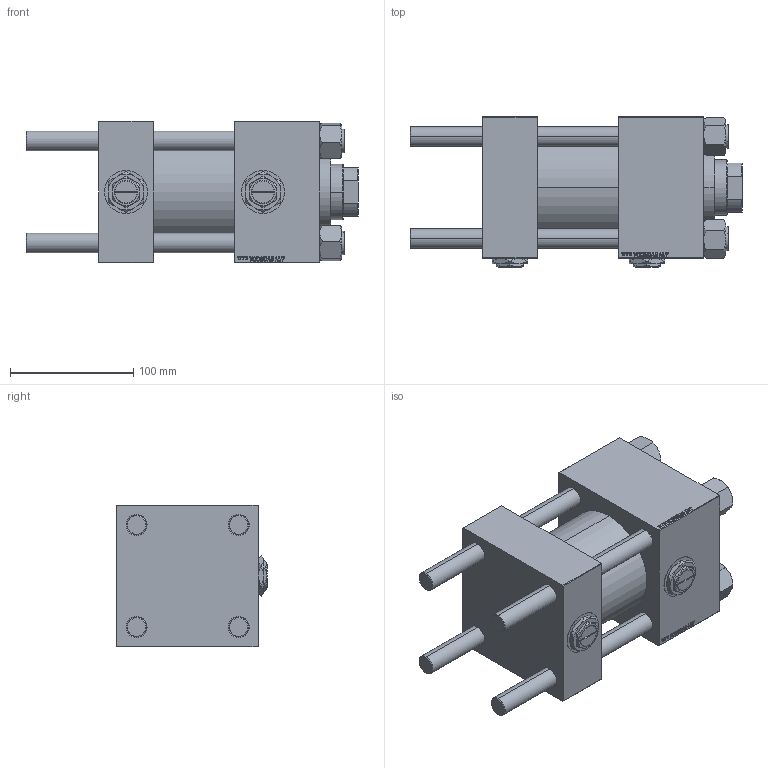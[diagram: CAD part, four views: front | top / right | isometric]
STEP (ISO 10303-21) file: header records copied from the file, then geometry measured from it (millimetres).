
FILE_DESCRIPTION (( 'STEP AP203' ), '1' );
FILE_NAME ('78fc.STEP', '2022-09-14T01:55:51', ( '' ), ( '' ), 'SwSTEP 2.0', 'SolidWorks 2019', '' );
FILE_SCHEMA (( 'CONFIG_CONTROL_DESIGN' ));
Length unit declared in the file: millimetre
Products named in the file (7): Zatka_pro_OIL_PORT bd33bd4dede2172b1e4c0edbe40fb922; 78fc; NUT_M5 bd33bd4dede2172b1e4c0edbe40fb922; V215_VC_A bd33bd4dede2172b1e4c0edbe40fb922; V215CR_VCP bd33bd4dede2172b1e4c0edbe40fb922; V215CR_BODY_A bd33bd4dede2172b1e4c0edbe40fb922; CR025_012_A_0_G_A_G_M_020_+#_##_TYCINKA bd33bd4dede2172b1e4c0edbe40fb922
Assembly tree (13 placements, depth 2):
  78fc
    V215CR_BODY_A bd33bd4dede2172b1e4c0edbe40fb922
    CR025_012_A_0_G_A_G_M_020_+#_##_TYCINKA bd33bd4dede2172b1e4c0edbe40fb922  x4
    NUT_M5 bd33bd4dede2172b1e4c0edbe40fb922  x4
    V215CR_VCP bd33bd4dede2172b1e4c0edbe40fb922
    V215_VC_A bd33bd4dede2172b1e4c0edbe40fb922
    Zatka_pro_OIL_PORT bd33bd4dede2172b1e4c0edbe40fb922  x2
Bounding box: 269 x 122 x 115 mm (x, y, z)
Volume: 1882801.5 mm3; surface area: 307873.8 mm2
Topology: 13 solids, 13 shells, 1288 faces, 3238 edges, 2095 vertices
Faces by surface type: plane 616, bspline 392, cone 178, cylinder 94, torus 8
Entity records: 52431 total; most frequent: CARTESIAN_POINT 27744, ORIENTED_EDGE 5548, DIRECTION 3596, EDGE_CURVE 2774, VERTEX_POINT 1815, LINE 1650, VECTOR 1650, EDGE_LOOP 1229
